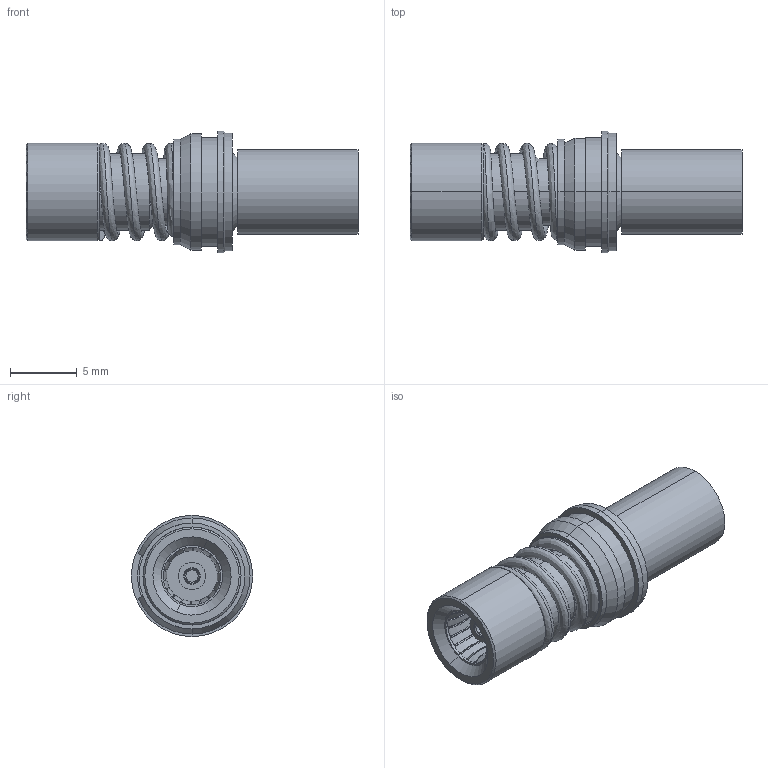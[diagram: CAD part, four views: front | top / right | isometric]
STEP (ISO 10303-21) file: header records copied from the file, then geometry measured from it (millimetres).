
FILE_DESCRIPTION (( 'STEP AP203' ), '1' );
FILE_NAME ('PE45320.step', '2018-12-17T17:03:43', ( '' ), ( '' ), 'SwSTEP 2.0', 'SolidWorks 2017', '' );
FILE_SCHEMA (( 'CONFIG_CONTROL_DESIGN' ));
Length unit declared in the file: inch
Products named in the file (1): PE45320
Bounding box: 24.8 x 9.05 x 9.05 mm (x, y, z)
Volume: 676.8 mm3; surface area: 1517 mm2
Topology: 5 solids, 5 shells, 210 faces, 643 edges, 422 vertices
Faces by surface type: plane 99, cylinder 84, cone 21, bspline 6
Entity records: 9283 total; most frequent: CARTESIAN_POINT 3762, ORIENTED_EDGE 1286, DIRECTION 986, EDGE_CURVE 643, VERTEX_POINT 422, AXIS2_PLACEMENT_3D 386, EDGE_LOOP 229, B_SPLINE_CURVE_WITH_KNOTS 226
